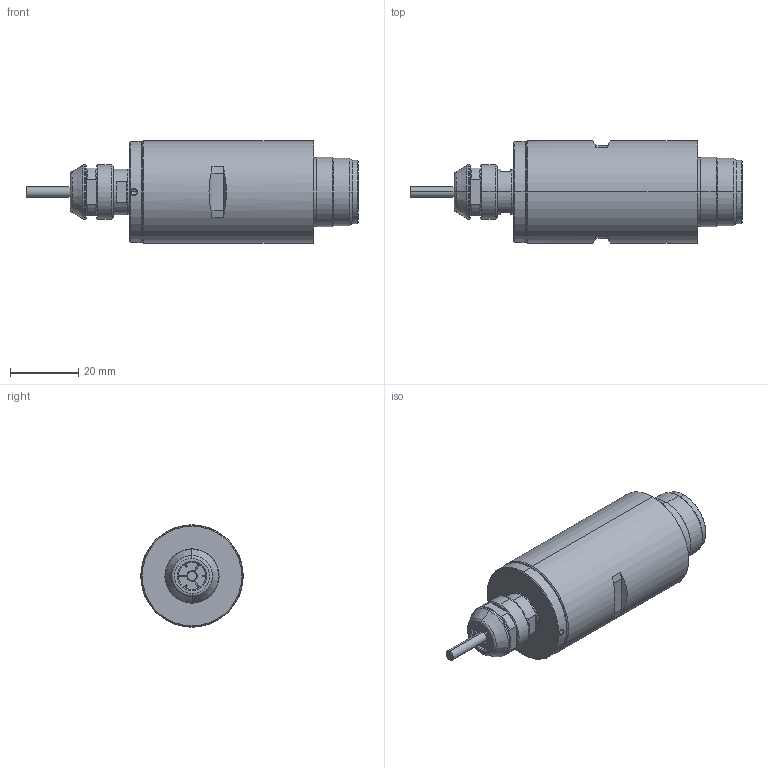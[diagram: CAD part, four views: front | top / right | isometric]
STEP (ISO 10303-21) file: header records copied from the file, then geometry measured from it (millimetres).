
FILE_DESCRIPTION (( 'STEP AP203' ), '1' );
FILE_NAME ('NR-3060S.STEP', '2018-10-31T05:25:50', ( '' ), ( '' ), 'SwSTEP 2.0', 'SolidWorks 2013', '' );
FILE_SCHEMA (( 'CONFIG_CONTROL_DESIGN' ));
Length unit declared in the file: millimetre
Products named in the file (1): NR-3060S
Bounding box: 97.27 x 30 x 30 mm (x, y, z)
Volume: 26326 mm3; surface area: 21988.2 mm2
Topology: 7 solids, 7 shells, 461 faces, 1118 edges, 702 vertices
Faces by surface type: cylinder 172, cone 137, plane 131, bspline 21
Entity records: 17344 total; most frequent: CARTESIAN_POINT 6392, DIRECTION 2395, ORIENTED_EDGE 2220, EDGE_CURVE 1110, AXIS2_PLACEMENT_3D 978, VERTEX_POINT 702, CIRCLE 537, EDGE_LOOP 510
